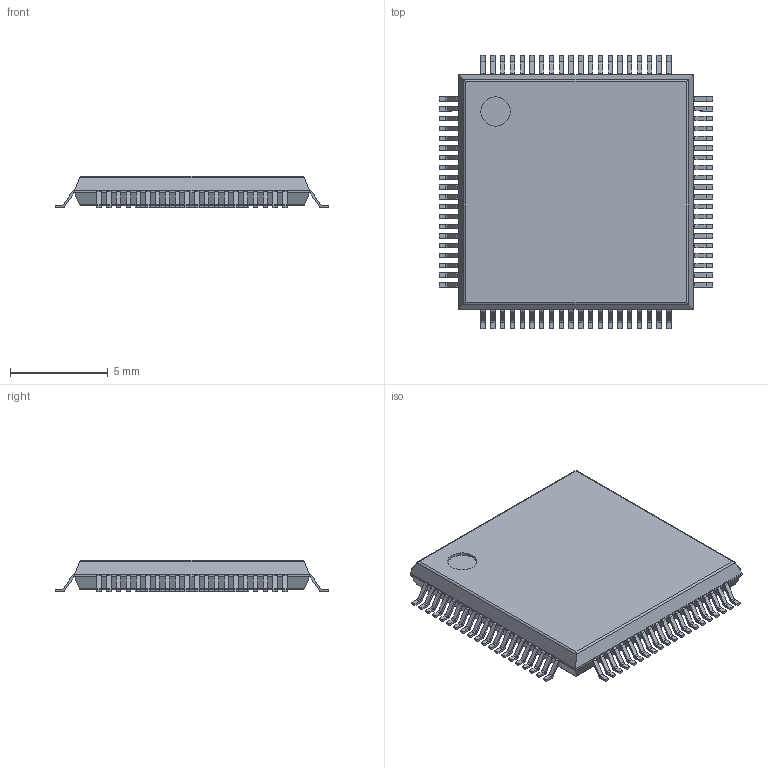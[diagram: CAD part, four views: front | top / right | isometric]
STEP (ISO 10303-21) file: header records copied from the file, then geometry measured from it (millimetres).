
FILE_DESCRIPTION(('FreeCAD Model'),'2;1');
FILE_NAME('19277179.1.1.stp','2024-03-29T12:24:15',( 'Author'),(''),'Open CASCADE STEP processor 6.9','FreeCAD','Unknown' );
FILE_SCHEMA(('AUTOMOTIVE_DESIGN { 1 0 10303 214 1 1 1 1 }'));
Length unit declared in the file: millimetre
Products named in the file (5): ASSEMBLY; Body; PinsArrayLR; PinsArrayTB; ThermalPad
Assembly tree (4 placements, depth 2):
  ASSEMBLY
    Body
    PinsArrayLR
    PinsArrayTB
    ThermalPad
Bounding box: 14 x 14 x 1.6 mm (x, y, z)
Volume: 212.6 mm3; surface area: 483.4 mm2
Topology: 82 solids, 82 shells, 1070 faces, 2699 edges, 1794 vertices
Faces by surface type: plane 821, cylinder 249
Full cylindrical faces by diameter (mm): 1.5 x1
Entity records: 68272 total; most frequent: CARTESIAN_POINT 12694, DIRECTION 10321, LINE 6949, VECTOR 6949, ORIENTED_EDGE 5398, PCURVE 5398, DEFINITIONAL_REPRESENTATION 5398, EDGE_CURVE 2699
